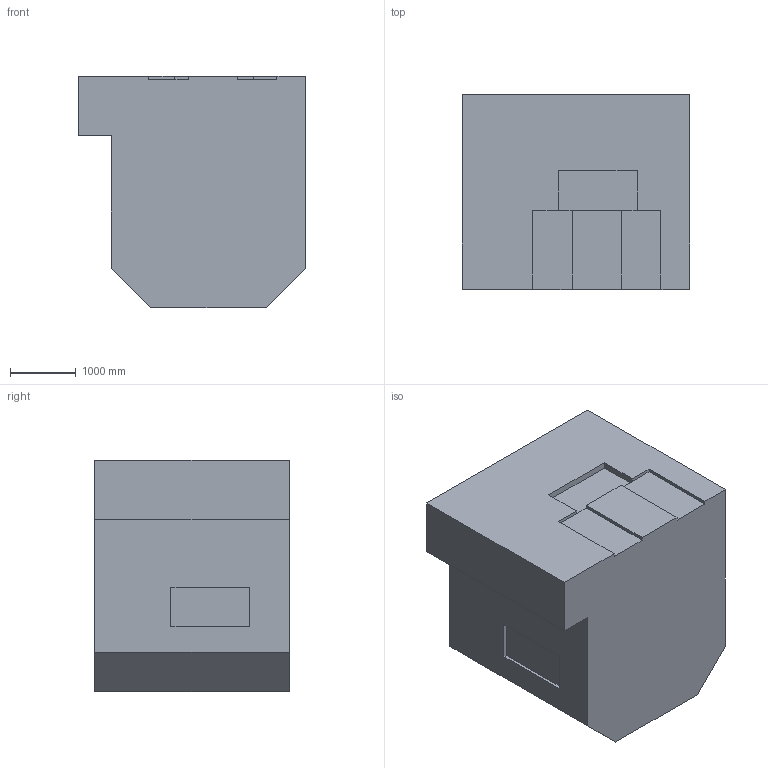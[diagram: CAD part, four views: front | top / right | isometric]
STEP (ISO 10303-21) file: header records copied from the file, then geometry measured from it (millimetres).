
FILE_DESCRIPTION (( 'STEP AP214' ), '1' );
FILE_NAME ('Room_Geometry_bem.STEP', '2019-11-17T13:51:38', ( '' ), ( '' ), 'SwSTEP 2.0', 'SolidWorks 2019', '' );
FILE_SCHEMA (( 'AUTOMOTIVE_DESIGN' ));
Length unit declared in the file: metre
Products named in the file (1): Room_Geometry_bem
Bounding box: 3461.99 x 2960 x 3520 mm (x, y, z)
Volume: 30900090716.5 mm3; surface area: 61192038.9 mm2
Topology: 1 solids, 1 shells, 34 faces, 88 edges, 58 vertices
Faces by surface type: plane 34
Entity records: 1061 total; most frequent: CARTESIAN_POINT 181, ORIENTED_EDGE 176, DIRECTION 158, VECTOR 88, LINE 88, EDGE_CURVE 88, VERTEX_POINT 58, EDGE_LOOP 36
